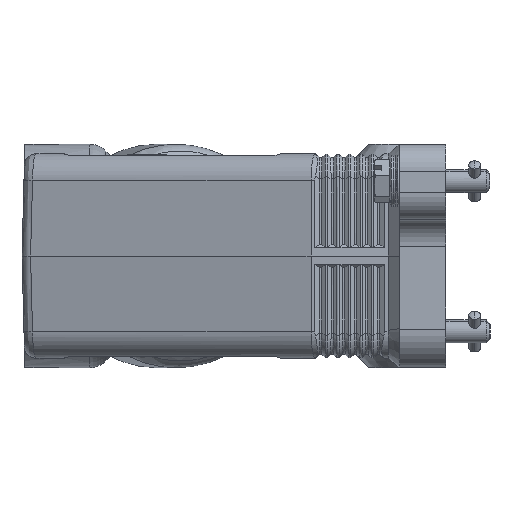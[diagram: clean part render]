
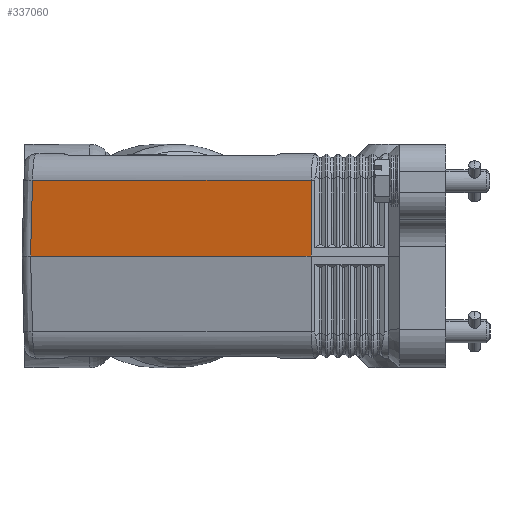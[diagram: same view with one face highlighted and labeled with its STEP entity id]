
A CAD part, left-side view. The second image highlights one B-rep face of the part: STEP entity #337060.
In plain terms, the highlighted planar face has unit normal (-0.966, 0.259, 0.026).
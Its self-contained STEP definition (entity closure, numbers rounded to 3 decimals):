
#31660=CARTESIAN_POINT('',(-91.719,103.556,
32.683));
#31670=VERTEX_POINT('',#31660);
#31720=CARTESIAN_POINT('',(-91.719,103.556,
32.683));
#31730=CARTESIAN_POINT('',(-91.721,103.559,
32.562));
#31740=CARTESIAN_POINT('',(-91.724,103.562,
32.44));
#31750=CARTESIAN_POINT('',(-91.876,103.76,
24.879));
#31760=CARTESIAN_POINT('',(-92.025,103.955,
17.441));
#31770=CARTESIAN_POINT('',(-92.175,104.15,
10.002));
#31780=B_SPLINE_CURVE_WITH_KNOTS('',3,(#31720,#31730,#31740,#31750,
#31760,#31770),.UNSPECIFIED.,.F.,.F.,(4,2,4),(0.,0.365,
22.694),.UNSPECIFIED.);
#31790=CARTESIAN_POINT('',(-92.114,104.071,13.));
#31800=VERTEX_POINT('',#31790);
#31810=EDGE_CURVE('',#31670,#31800,#31780,.T.);
#110580=CARTESIAN_POINT('',(-111.615,31.294,13.));
#110590=VERTEX_POINT('',#110580);
#110620=CARTESIAN_POINT('',(-110.934,31.205,39.));
#110630=DIRECTION('',(-0.026,0.003,
-1.));
#110640=VECTOR('',#110630,1.);
#110650=LINE('',#110620,#110640);
#110660=CARTESIAN_POINT('',(-111.1,31.226,
32.683));
#110670=VERTEX_POINT('',#110660);
#110680=EDGE_CURVE('',#110670,#110590,#110650,.T.);
#117440=CARTESIAN_POINT('',(-118.981,1.811,
32.683));
#117450=DIRECTION('',(0.259,0.966,0.));
#117460=VECTOR('',#117450,1.);
#117470=LINE('',#117440,#117460);
#117480=EDGE_CURVE('',#110670,#31670,#117470,.T.);
#278720=CARTESIAN_POINT('',(-120.,0.,13.));
#278730=DIRECTION('',(-0.259,-0.966,0.));
#278740=VECTOR('',#278730,1.);
#278750=LINE('',#278720,#278740);
#278760=EDGE_CURVE('',#31800,#110590,#278750,.T.);
#336950=CARTESIAN_POINT('',(-90.861,106.118,
38.991));
#336960=DIRECTION('',(-0.966,0.259,
0.026));
#336970=DIRECTION('',(0.259,0.966,0.));
#336980=AXIS2_PLACEMENT_3D('',#336950,#336960,#336970);
#336990=PLANE('',#336980);
#337000=ORIENTED_EDGE('',*,*,#278760,.T.);
#337010=ORIENTED_EDGE('',*,*,#31810,.T.);
#337020=ORIENTED_EDGE('',*,*,#117480,.T.);
#337030=ORIENTED_EDGE('',*,*,#110680,.F.);
#337040=EDGE_LOOP('',(#337030,#337020,#337010,#337000));
#337050=FACE_OUTER_BOUND('',#337040,.T.);
#337060=ADVANCED_FACE('',(#337050),#336990,.T.);
